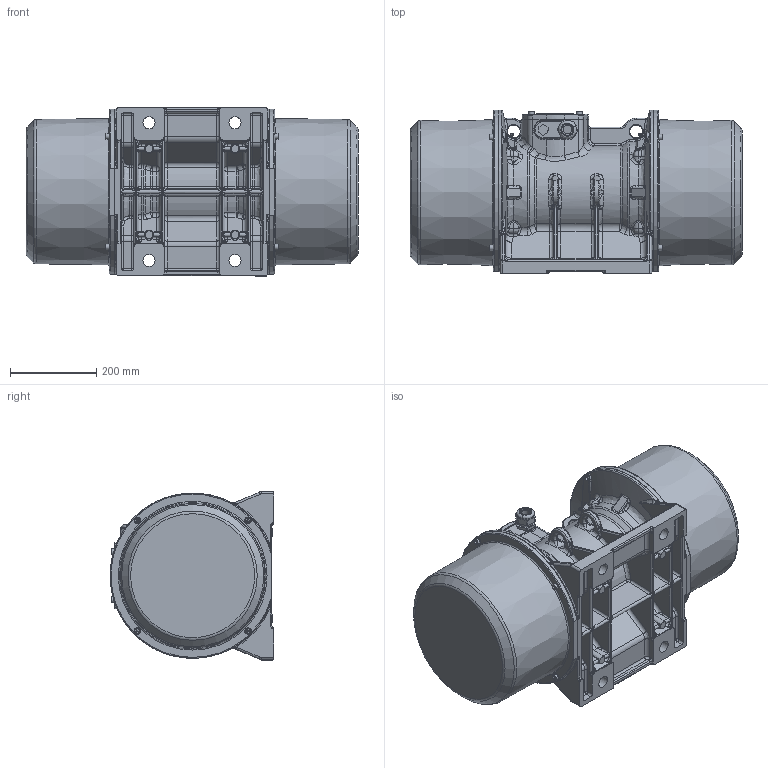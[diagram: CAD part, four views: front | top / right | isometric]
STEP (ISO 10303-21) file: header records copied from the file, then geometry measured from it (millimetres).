
FILE_DESCRIPTION (( 'STEP AP214' ), '1' );
FILE_NAME ('NEG 122920 50-60Hz.STEP', '2015-03-09T13:04:57', ( 'Netter' ), ( 'Microsoft' ), 'SwSTEP 2.0', 'SolidWorks 2015', '' );
FILE_SCHEMA (( 'AUTOMOTIVE_DESIGN' ));
Length unit declared in the file: millimetre
Products named in the file (1): NEG 122920 50-60Hz
Bounding box: 772 x 381 x 391.5 mm (x, y, z)
Volume: 12683927.9 mm3; surface area: 2852423.3 mm2
Topology: 17 solids, 18 shells, 3907 faces, 10255 edges, 5822 vertices
Faces by surface type: bspline 1447, plane 1359, cylinder 1037, cone 34, torus 30
Full cylindrical faces by diameter (mm): 3 x6, 3.2 x4, 4.5 x3, 5 x5, 6 x3, 6.75 x4, 8 x12, 8.4 x12, 8.5 x10, 9 x12, 9.728 x2, 11 x8, 13 x16, 15 x8, 18 x1, 18.5 x1, 20 x2, 23 x1, 26 x3, 28 x4, 30 x6, 30.5 x1, 33 x1, 36 x1, 42 x1, 55 x4, 135 x4, 136 x3, 145.5 x3, 200 x1
Entity records: 301423 total; most frequent: CARTESIAN_POINT 219471, ORIENTED_EDGE 18820, DIRECTION 11009, EDGE_CURVE 9410, VERTEX_POINT 5707, EDGE_LOOP 4397, FACE_OUTER_BOUND 4172, B_SPLINE_CURVE_WITH_KNOTS 4162
